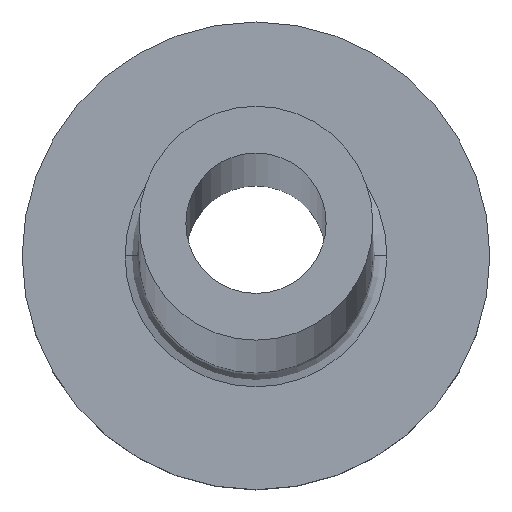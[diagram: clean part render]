
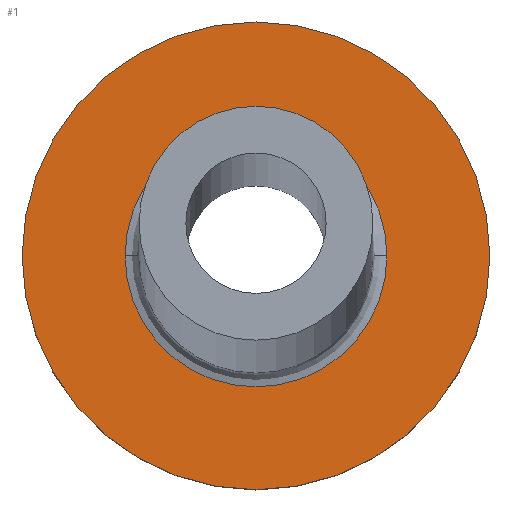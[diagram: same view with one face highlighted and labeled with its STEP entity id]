
A CAD part, top view. The second image highlights one B-rep face of the part: STEP entity #1.
In plain terms, the highlighted planar face has unit normal (0, 0, 1).
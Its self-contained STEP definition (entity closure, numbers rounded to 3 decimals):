
#1 = ADVANCED_FACE ( 'NONE', ( #166, #376 ), #139, .T. ) ;
#6 = CIRCLE ( 'NONE', #380, 5. ) ;
#8 = VERTEX_POINT ( 'NONE', #279 ) ;
#15 = CARTESIAN_POINT ( 'NONE',  ( 0., 0., 3. ) ) ;
#16 = ORIENTED_EDGE ( 'NONE', *, *, #247, .T. ) ;
#19 = DIRECTION ( 'NONE',  ( 0., 0., -1. ) ) ;
#20 = AXIS2_PLACEMENT_3D ( 'NONE', #199, #133, #221 ) ;
#45 = DIRECTION ( 'NONE',  ( 1., 0., 0. ) ) ;
#54 = CIRCLE ( 'NONE', #146, 2.8 ) ;
#78 = DIRECTION ( 'NONE',  ( 0., 0., 1. ) ) ;
#81 = ORIENTED_EDGE ( 'NONE', *, *, #170, .T. ) ;
#94 = CIRCLE ( 'NONE', #150, 5. ) ;
#98 = VERTEX_POINT ( 'NONE', #343 ) ;
#104 = EDGE_CURVE ( 'NONE', #98, #8, #54, .T. ) ;
#115 = AXIS2_PLACEMENT_3D ( 'NONE', #308, #253, #314 ) ;
#133 = DIRECTION ( 'NONE',  ( 0., 0., -1. ) ) ;
#139 = PLANE ( 'NONE',  #115 ) ;
#146 = AXIS2_PLACEMENT_3D ( 'NONE', #174, #19, #45 ) ;
#150 = AXIS2_PLACEMENT_3D ( 'NONE', #366, #369, #171 ) ;
#156 = VERTEX_POINT ( 'NONE', #293 ) ;
#159 = ORIENTED_EDGE ( 'NONE', *, *, #239, .T. ) ;
#166 = FACE_BOUND ( 'NONE', #246, .T. ) ;
#170 = EDGE_CURVE ( 'NONE', #8, #98, #375, .T. ) ;
#171 = DIRECTION ( 'NONE',  ( 1., 0., 0. ) ) ;
#174 = CARTESIAN_POINT ( 'NONE',  ( 0., 0., 3. ) ) ;
#189 = ORIENTED_EDGE ( 'NONE', *, *, #104, .T. ) ;
#199 = CARTESIAN_POINT ( 'NONE',  ( 0., 0., 3. ) ) ;
#202 = VERTEX_POINT ( 'NONE', #254 ) ;
#221 = DIRECTION ( 'NONE',  ( 1., 0., 0. ) ) ;
#239 = EDGE_CURVE ( 'NONE', #202, #156, #6, .T. ) ;
#246 = EDGE_LOOP ( 'NONE', ( #81, #189 ) ) ;
#247 = EDGE_CURVE ( 'NONE', #156, #202, #94, .T. ) ;
#253 = DIRECTION ( 'NONE',  ( 0., 0., 1. ) ) ;
#254 = CARTESIAN_POINT ( 'NONE',  ( 5., 0., 3. ) ) ;
#278 = DIRECTION ( 'NONE',  ( 1., 0., 0. ) ) ;
#279 = CARTESIAN_POINT ( 'NONE',  ( 2.8, 0., 3. ) ) ;
#293 = CARTESIAN_POINT ( 'NONE',  ( -5., 0., 3. ) ) ;
#308 = CARTESIAN_POINT ( 'NONE',  ( 0., 0., 3. ) ) ;
#314 = DIRECTION ( 'NONE',  ( 1., 0., 0. ) ) ;
#329 = EDGE_LOOP ( 'NONE', ( #16, #159 ) ) ;
#343 = CARTESIAN_POINT ( 'NONE',  ( -2.8, 0., 3. ) ) ;
#366 = CARTESIAN_POINT ( 'NONE',  ( 0., 0., 3. ) ) ;
#369 = DIRECTION ( 'NONE',  ( 0., 0., 1. ) ) ;
#375 = CIRCLE ( 'NONE', #20, 2.8 ) ;
#376 = FACE_OUTER_BOUND ( 'NONE', #329, .T. ) ;
#380 = AXIS2_PLACEMENT_3D ( 'NONE', #15, #78, #278 ) ;
